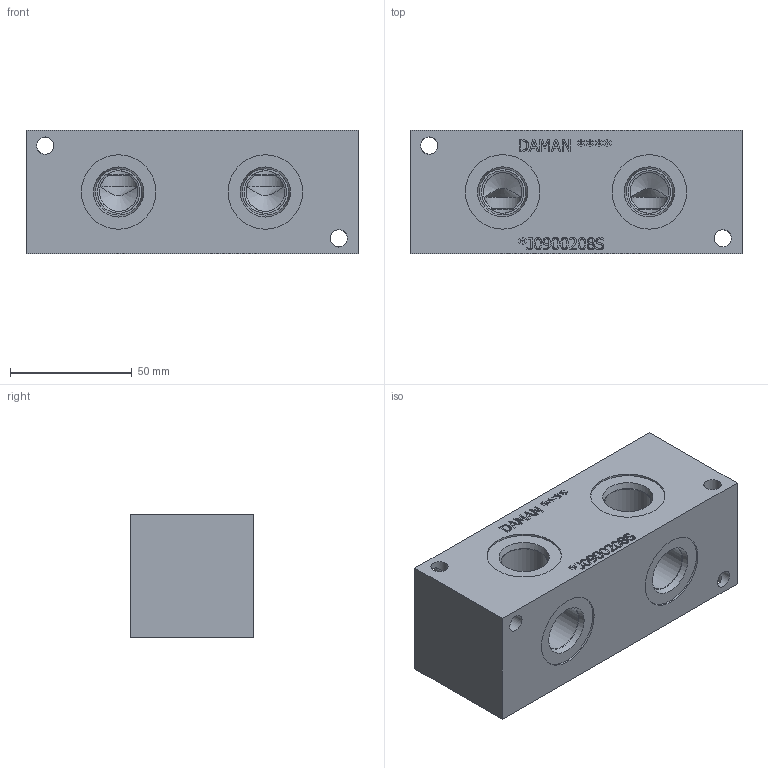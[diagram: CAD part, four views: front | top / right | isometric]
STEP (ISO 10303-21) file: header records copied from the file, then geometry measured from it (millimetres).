
FILE_DESCRIPTION(/* description */ (''),/* implementation_level */ '2;1');
FILE_NAME(/* name */ '_J0900208S.stp',/* time_stamp */ '2022-06-14T15:34:00-04:00',/* author */ ('bobbyh'),/* organization */ (''),/* preprocessor_version */ 'ST-DEVELOPER v18',/* originating_system */ 'Autodesk Inventor 2020',/* authorisation */ '');
FILE_SCHEMA (('AUTOMOTIVE_DESIGN { 1 0 10303 214 3 1 1 }'));
Length unit declared in the file: millimetre
Products named in the file (1): Part_+J0900208S_3D
Bounding box: 136.53 x 50.8 x 50.8 mm (x, y, z)
Volume: 318710.8 mm3; surface area: 41280.7 mm2
Topology: 1 solids, 1 shells, 375 faces, 1018 edges, 678 vertices
Faces by surface type: plane 205, bspline 126, cylinder 28, cone 16
Full cylindrical faces by diameter (mm): 7.137 x8, 17.501 x4, 19.05 x4, 19.253 x4, 30.632 x4
Entity records: 12849 total; most frequent: CARTESIAN_POINT 3790, ORIENTED_EDGE 2036, DIRECTION 1352, EDGE_CURVE 1018, VERTEX_POINT 678, LINE 656, VECTOR 656, EDGE_LOOP 424
